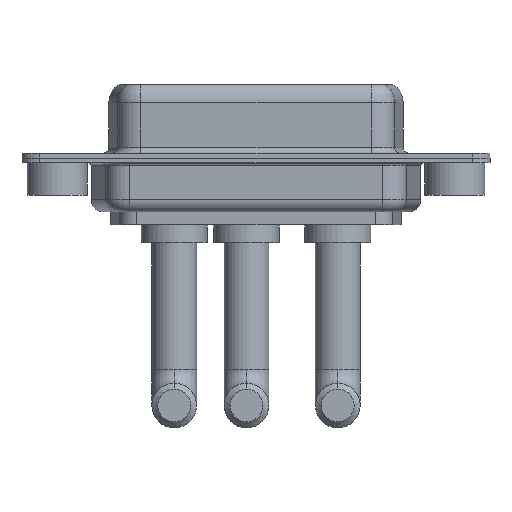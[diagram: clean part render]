
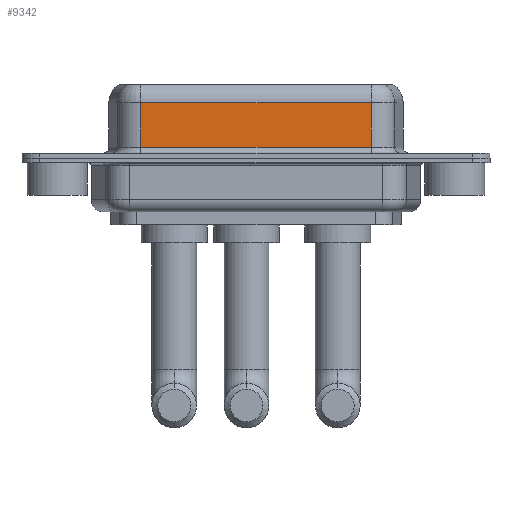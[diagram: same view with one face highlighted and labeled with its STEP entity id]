
A CAD part, front view. The second image highlights one B-rep face of the part: STEP entity #9342.
In plain terms, the highlighted planar face has unit normal (0, -1, 0).
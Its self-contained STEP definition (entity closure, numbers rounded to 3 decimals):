
#164 = CARTESIAN_POINT ( 'NONE',  ( 7.013, -3.95, 6.4 ) ) ;
#257 = AXIS2_PLACEMENT_3D ( 'NONE', #10425, #2713, #9383 ) ;
#610 = FACE_OUTER_BOUND ( 'NONE', #7542, .T. ) ;
#1134 = VERTEX_POINT ( 'NONE', #11130 ) ;
#1305 = EDGE_CURVE ( 'NONE', #1752, #9847, #13430, .T. ) ;
#1505 = VECTOR ( 'NONE', #4133, 1000. ) ;
#1752 = VERTEX_POINT ( 'NONE', #12639 ) ;
#1822 = EDGE_CURVE ( 'NONE', #5946, #9847, #9415, .T. ) ;
#1918 = VECTOR ( 'NONE', #3926, 1000. ) ;
#2664 = EDGE_CURVE ( 'NONE', #5946, #1134, #5180, .T. ) ;
#2713 = DIRECTION ( 'NONE',  ( 0., 1., 0. ) ) ;
#3036 = DIRECTION ( 'NONE',  ( 0., 0., -1. ) ) ;
#3356 = CARTESIAN_POINT ( 'NONE',  ( 26.287, -3.95, 4.65 ) ) ;
#3926 = DIRECTION ( 'NONE',  ( 1., 0., 0. ) ) ;
#4133 = DIRECTION ( 'NONE',  ( -1., 0., 0. ) ) ;
#4166 = ORIENTED_EDGE ( 'NONE', *, *, #12504, .T. ) ;
#4442 = DIRECTION ( 'NONE',  ( 0., 0., -1. ) ) ;
#5180 = LINE ( 'NONE', #13716, #1505 ) ;
#5946 = VERTEX_POINT ( 'NONE', #3356 ) ;
#6282 = CARTESIAN_POINT ( 'NONE',  ( 26.287, -3.95, 6.4 ) ) ;
#6573 = VECTOR ( 'NONE', #4442, 1000. ) ;
#6735 = ORIENTED_EDGE ( 'NONE', *, *, #2664, .T. ) ;
#7542 = EDGE_LOOP ( 'NONE', ( #13658, #6735, #4166, #13708 ) ) ;
#8065 = PLANE ( 'NONE',  #257 ) ;
#9342 = ADVANCED_FACE ( 'NONE', ( #610 ), #8065, .F. ) ;
#9383 = DIRECTION ( 'NONE',  ( 0., 0., 1. ) ) ;
#9415 = LINE ( 'NONE', #6282, #10679 ) ;
#9847 = VERTEX_POINT ( 'NONE', #13346 ) ;
#9985 = LINE ( 'NONE', #164, #6573 ) ;
#10425 = CARTESIAN_POINT ( 'NONE',  ( 26.287, -3.95, 6.4 ) ) ;
#10679 = VECTOR ( 'NONE', #3036, 1000. ) ;
#11130 = CARTESIAN_POINT ( 'NONE',  ( 7.013, -3.95, 4.65 ) ) ;
#12504 = EDGE_CURVE ( 'NONE', #1134, #1752, #9985, .T. ) ;
#12639 = CARTESIAN_POINT ( 'NONE',  ( 7.013, -3.95, 0.9 ) ) ;
#13346 = CARTESIAN_POINT ( 'NONE',  ( 26.287, -3.95, 0.9 ) ) ;
#13430 = LINE ( 'NONE', #13639, #1918 ) ;
#13639 = CARTESIAN_POINT ( 'NONE',  ( 26.287, -3.95, 0.9 ) ) ;
#13658 = ORIENTED_EDGE ( 'NONE', *, *, #1822, .F. ) ;
#13708 = ORIENTED_EDGE ( 'NONE', *, *, #1305, .T. ) ;
#13716 = CARTESIAN_POINT ( 'NONE',  ( 26.287, -3.95, 4.65 ) ) ;
